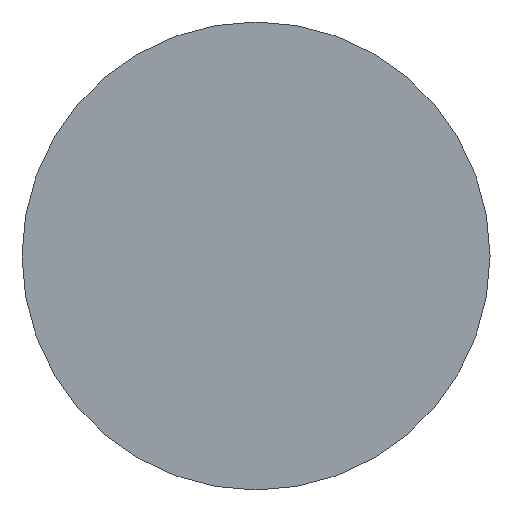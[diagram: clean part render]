
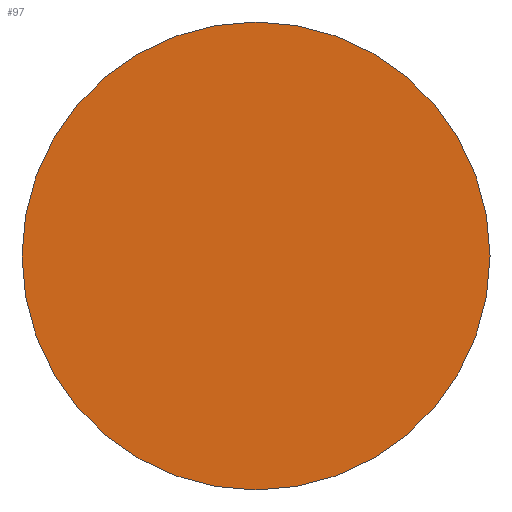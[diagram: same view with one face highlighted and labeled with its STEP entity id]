
A CAD part, front view. The second image highlights one B-rep face of the part: STEP entity #97.
In plain terms, the highlighted planar face has unit normal (0, -1, 0).
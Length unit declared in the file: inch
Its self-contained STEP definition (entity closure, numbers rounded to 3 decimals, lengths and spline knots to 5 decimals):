
#27 = EDGE_LOOP ( 'NONE', ( #361, #461 ) ) ;
#29 = CARTESIAN_POINT ( 'NONE',  ( 0., 0., 0. ) ) ;
#33 = DIRECTION ( 'NONE',  ( 0., 0., -1. ) ) ;
#57 = VERTEX_POINT ( 'NONE', #439 ) ;
#68 = DIRECTION ( 'NONE',  ( 0., -1., 0. ) ) ;
#97 = ADVANCED_FACE ( 'NONE', ( #450 ), #149, .T. ) ;
#121 = DIRECTION ( 'NONE',  ( 0., 0., -1. ) ) ;
#132 = DIRECTION ( 'NONE',  ( 0., 0., -1. ) ) ;
#149 = PLANE ( 'NONE',  #317 ) ;
#197 = DIRECTION ( 'NONE',  ( 0., -1., 0. ) ) ;
#211 = AXIS2_PLACEMENT_3D ( 'NONE', #456, #274, #121 ) ;
#221 = CIRCLE ( 'NONE', #250, 0.09375 ) ;
#241 = CARTESIAN_POINT ( 'NONE',  ( 0., 0., -0.09375 ) ) ;
#244 = CARTESIAN_POINT ( 'NONE',  ( 0., 0., 0. ) ) ;
#250 = AXIS2_PLACEMENT_3D ( 'NONE', #29, #197, #33 ) ;
#274 = DIRECTION ( 'NONE',  ( 0., -1., 0. ) ) ;
#313 = EDGE_CURVE ( 'NONE', #434, #57, #221, .T. ) ;
#317 = AXIS2_PLACEMENT_3D ( 'NONE', #244, #68, #132 ) ;
#318 = CIRCLE ( 'NONE', #211, 0.09375 ) ;
#361 = ORIENTED_EDGE ( 'NONE', *, *, #313, .T. ) ;
#363 = EDGE_CURVE ( 'NONE', #57, #434, #318, .T. ) ;
#434 = VERTEX_POINT ( 'NONE', #241 ) ;
#439 = CARTESIAN_POINT ( 'NONE',  ( 0., 0., 0.09375 ) ) ;
#450 = FACE_OUTER_BOUND ( 'NONE', #27, .T. ) ;
#456 = CARTESIAN_POINT ( 'NONE',  ( 0., 0., 0. ) ) ;
#461 = ORIENTED_EDGE ( 'NONE', *, *, #363, .T. ) ;
